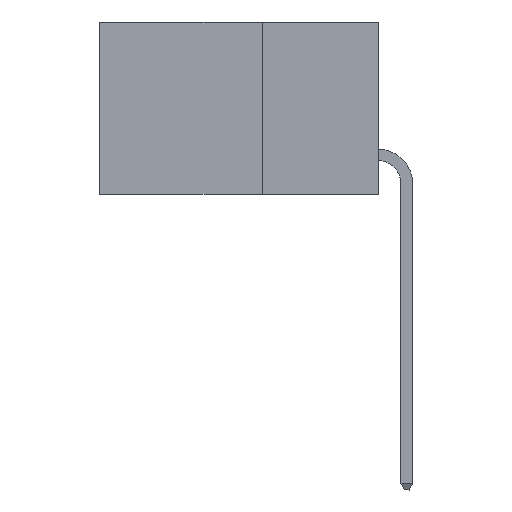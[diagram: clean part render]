
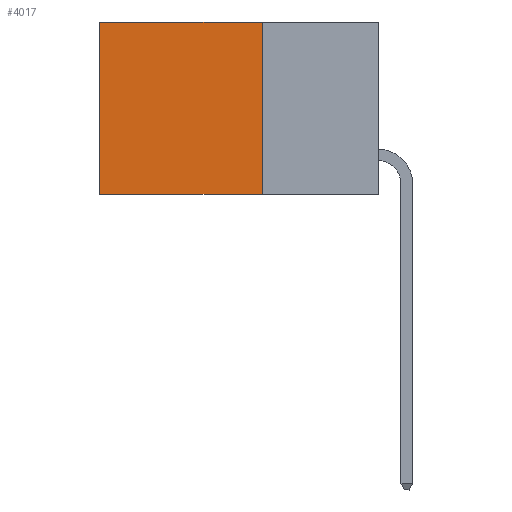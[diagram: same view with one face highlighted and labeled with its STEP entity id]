
A CAD part, left-side view. The second image highlights one B-rep face of the part: STEP entity #4017.
In plain terms, the highlighted planar face has unit normal (-1, 0, 0).
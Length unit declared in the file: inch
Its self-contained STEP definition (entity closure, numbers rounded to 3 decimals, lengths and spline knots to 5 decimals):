
#244 = EDGE_LOOP ( 'NONE', ( #10594, #1698, #2801, #10776 ) ) ;
#937 = LINE ( 'NONE', #10026, #11974 ) ;
#1392 = LINE ( 'NONE', #13854, #13424 ) ;
#1622 = CARTESIAN_POINT ( 'NONE',  ( 0.2615, 0.25, -0.37 ) ) ;
#1698 = ORIENTED_EDGE ( 'NONE', *, *, #4435, .F. ) ;
#2290 = FACE_OUTER_BOUND ( 'NONE', #244, .T. ) ;
#2414 = DIRECTION ( 'NONE',  ( 0., 1., 0. ) ) ;
#2435 = CARTESIAN_POINT ( 'NONE',  ( 0.2615, 0.25, -0.37 ) ) ;
#2796 = DIRECTION ( 'NONE',  ( 0., 1., 0. ) ) ;
#2801 = ORIENTED_EDGE ( 'NONE', *, *, #13988, .F. ) ;
#3476 = DIRECTION ( 'NONE',  ( 1., 0., 0. ) ) ;
#4017 = ADVANCED_FACE ( 'NONE', ( #2290 ), #12527, .F. ) ;
#4044 = LINE ( 'NONE', #12968, #4408 ) ;
#4408 = VECTOR ( 'NONE', #2796, 39.37008 ) ;
#4431 = VERTEX_POINT ( 'NONE', #5685 ) ;
#4435 = EDGE_CURVE ( 'NONE', #13635, #6355, #1392, .T. ) ;
#4541 = CARTESIAN_POINT ( 'NONE',  ( 0.2615, 0.25, -0.37 ) ) ;
#4781 = EDGE_CURVE ( 'NONE', #4431, #6355, #937, .T. ) ;
#5685 = CARTESIAN_POINT ( 'NONE',  ( 0.2615, 0.6, 0. ) ) ;
#5919 = VECTOR ( 'NONE', #5949, 39.37008 ) ;
#5949 = DIRECTION ( 'NONE',  ( 0., 0., -1. ) ) ;
#6355 = VERTEX_POINT ( 'NONE', #8227 ) ;
#7462 = AXIS2_PLACEMENT_3D ( 'NONE', #2435, #3476, #7993 ) ;
#7993 = DIRECTION ( 'NONE',  ( 0., 0., -1. ) ) ;
#8227 = CARTESIAN_POINT ( 'NONE',  ( 0.2615, 0.6, -0.37 ) ) ;
#10026 = CARTESIAN_POINT ( 'NONE',  ( 0.2615, 0.6, -0.37 ) ) ;
#10594 = ORIENTED_EDGE ( 'NONE', *, *, #4781, .T. ) ;
#10776 = ORIENTED_EDGE ( 'NONE', *, *, #12014, .T. ) ;
#11150 = DIRECTION ( 'NONE',  ( 0., 0., -1. ) ) ;
#11587 = LINE ( 'NONE', #4541, #5919 ) ;
#11974 = VECTOR ( 'NONE', #11150, 39.37008 ) ;
#12014 = EDGE_CURVE ( 'NONE', #14642, #4431, #4044, .T. ) ;
#12527 = PLANE ( 'NONE',  #7462 ) ;
#12968 = CARTESIAN_POINT ( 'NONE',  ( 0.2615, 0.25, 0. ) ) ;
#13424 = VECTOR ( 'NONE', #2414, 39.37008 ) ;
#13635 = VERTEX_POINT ( 'NONE', #1622 ) ;
#13854 = CARTESIAN_POINT ( 'NONE',  ( 0.2615, 0.25, -0.37 ) ) ;
#13988 = EDGE_CURVE ( 'NONE', #14642, #13635, #11587, .T. ) ;
#14547 = CARTESIAN_POINT ( 'NONE',  ( 0.2615, 0.25, 0. ) ) ;
#14642 = VERTEX_POINT ( 'NONE', #14547 ) ;
